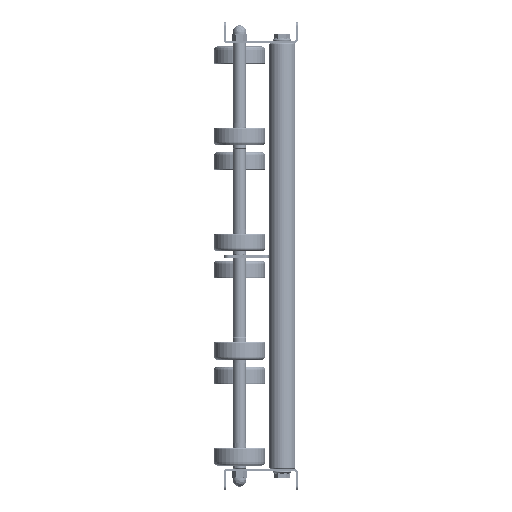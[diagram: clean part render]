
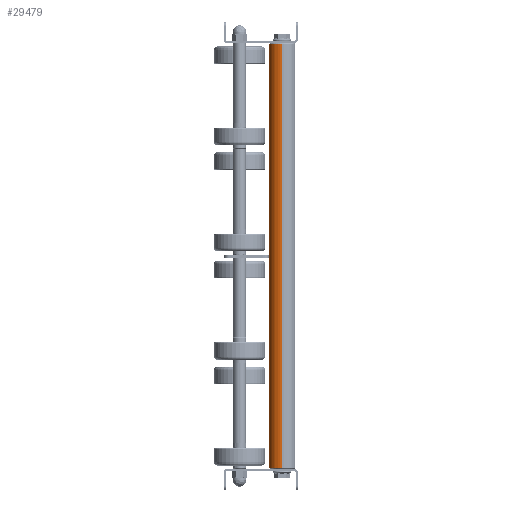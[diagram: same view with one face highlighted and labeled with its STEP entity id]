
A CAD part, left-side view. The second image highlights one B-rep face of the part: STEP entity #29479.
In plain terms, the highlighted cylindrical face has radius 12.5 mm (diameter 25 mm), a partial arc.
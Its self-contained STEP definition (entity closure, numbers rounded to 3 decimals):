
#1123 = CARTESIAN_POINT ( 'NONE',  ( 1., 0., -12.5 ) ) ;
#2447 = FACE_OUTER_BOUND ( 'NONE', #4078, .T. ) ;
#3121 = AXIS2_PLACEMENT_3D ( 'NONE', #11537, #7251, #19079 ) ;
#4078 = EDGE_LOOP ( 'NONE', ( #9306, #29146, #14719, #43308 ) ) ;
#5861 = DIRECTION ( 'NONE',  ( -1., 0., 0. ) ) ;
#6932 = VERTEX_POINT ( 'NONE', #1123 ) ;
#7251 = DIRECTION ( 'NONE',  ( -1., 0., 0. ) ) ;
#8834 = DIRECTION ( 'NONE',  ( 0., 0., -1. ) ) ;
#9306 = ORIENTED_EDGE ( 'NONE', *, *, #11512, .T. ) ;
#11512 = EDGE_CURVE ( 'NONE', #50823, #42422, #39984, .T. ) ;
#11537 = CARTESIAN_POINT ( 'NONE',  ( 400., 0., 0. ) ) ;
#14719 = ORIENTED_EDGE ( 'NONE', *, *, #29598, .T. ) ;
#15111 = AXIS2_PLACEMENT_3D ( 'NONE', #43993, #52821, #36221 ) ;
#15509 = VECTOR ( 'NONE', #5861, 1000. ) ;
#15576 = VERTEX_POINT ( 'NONE', #29308 ) ;
#16621 = EDGE_CURVE ( 'NONE', #42422, #6932, #20331, .T. ) ;
#16886 = LINE ( 'NONE', #42377, #15509 ) ;
#17163 = DIRECTION ( 'NONE',  ( 1., 0., 0. ) ) ;
#19079 = DIRECTION ( 'NONE',  ( 0., 0., 1. ) ) ;
#20331 = LINE ( 'NONE', #24333, #30144 ) ;
#24333 = CARTESIAN_POINT ( 'NONE',  ( 400., 0., -12.5 ) ) ;
#25433 = AXIS2_PLACEMENT_3D ( 'NONE', #49887, #17163, #8834 ) ;
#29146 = ORIENTED_EDGE ( 'NONE', *, *, #16621, .T. ) ;
#29308 = CARTESIAN_POINT ( 'NONE',  ( 1., 0., 12.5 ) ) ;
#29479 = ADVANCED_FACE ( 'NONE', ( #2447 ), #48303, .T. ) ;
#29598 = EDGE_CURVE ( 'NONE', #6932, #15576, #35725, .T. ) ;
#30144 = VECTOR ( 'NONE', #40744, 1000. ) ;
#32704 = EDGE_CURVE ( 'NONE', #50823, #15576, #16886, .T. ) ;
#35725 = CIRCLE ( 'NONE', #25433, 12.5 ) ;
#36221 = DIRECTION ( 'NONE',  ( 0., 0., -1. ) ) ;
#39984 = CIRCLE ( 'NONE', #15111, 12.5 ) ;
#40744 = DIRECTION ( 'NONE',  ( -1., 0., 0. ) ) ;
#41966 = CARTESIAN_POINT ( 'NONE',  ( 399., 0., 12.5 ) ) ;
#42377 = CARTESIAN_POINT ( 'NONE',  ( 400., 0., 12.5 ) ) ;
#42422 = VERTEX_POINT ( 'NONE', #49142 ) ;
#43308 = ORIENTED_EDGE ( 'NONE', *, *, #32704, .F. ) ;
#43993 = CARTESIAN_POINT ( 'NONE',  ( 399., 0., 0. ) ) ;
#48303 = CYLINDRICAL_SURFACE ( 'NONE', #3121, 12.5 ) ;
#49142 = CARTESIAN_POINT ( 'NONE',  ( 399., 0., -12.5 ) ) ;
#49887 = CARTESIAN_POINT ( 'NONE',  ( 1., 0., 0. ) ) ;
#50823 = VERTEX_POINT ( 'NONE', #41966 ) ;
#52821 = DIRECTION ( 'NONE',  ( -1., 0., 0. ) ) ;
